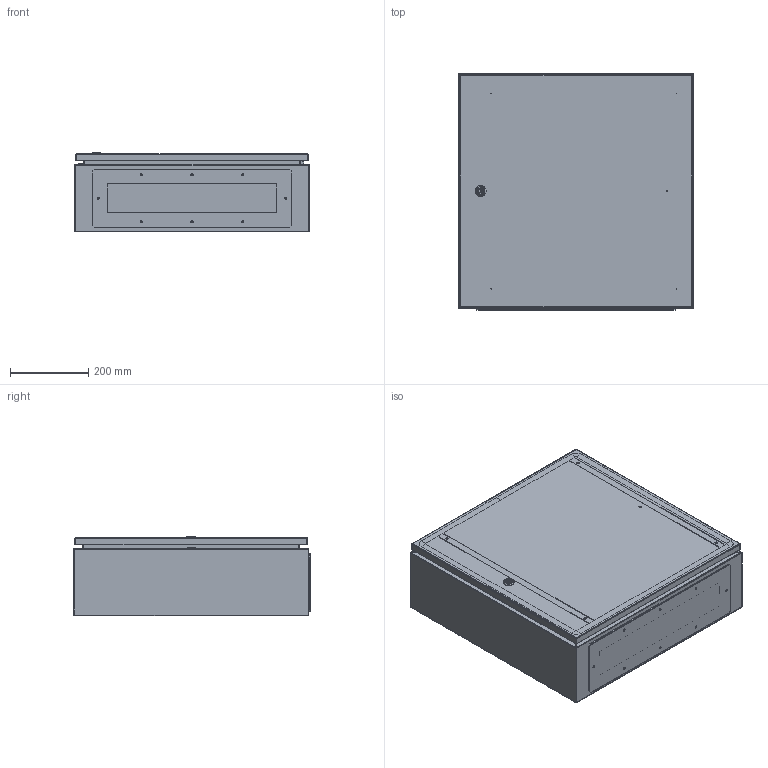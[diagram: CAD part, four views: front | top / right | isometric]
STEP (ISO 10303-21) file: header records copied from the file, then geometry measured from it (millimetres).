
FILE_DESCRIPTION (( 'STEP AP203' ), '1' );
FILE_NAME ('HC-662.STEP', '2020-06-01T14:15:33', ( 'Holec' ), ( 'Microsoft' ), 'SwSTEP 2.0', 'SolidWorks 2019', '' );
FILE_SCHEMA (( 'CONFIG_CONTROL_DESIGN' ));
Length unit declared in the file: millimetre
Products named in the file (16): PV2-812; PV5-004(Valor predeterminado); PV1-114(PC2_0302_863); 4.1.08.44; HC-662; PV1-115(PC2_0302_863); SV2-013; U-001; PV3-013(PC2_0102_542); 4.1.05.80; 4.1.04.08; SV1-013; 4.1.11.66; PV2-013(PC2_0000_641); PV3-500; PV1-013(PC2_0302_863)
Assembly tree (26 placements, depth 3):
  HC-662
    SV1-013
      PV1-013(PC2_0302_863)
      PV1-114(PC2_0302_863)
      PV1-115(PC2_0302_863)
      U-001  x4
      4.1.05.80
    SV2-013
      4.1.05.80  x5
      PV2-013(PC2_0000_641)
      PV2-812
      4.1.08.44  x2
    PV3-013(PC2_0102_542)
    4.1.04.08  x2
    4.1.11.66
    PV3-500
    PV5-004(Valor predeterminado)  x2
Bounding box: 600 x 604.5 x 203.55 mm (x, y, z)
Volume: 2616120.1 mm3; surface area: 3495355.7 mm2
Topology: 32 solids, 32 shells, 1233 faces, 3088 edges, 1923 vertices
Faces by surface type: plane 531, cylinder 518, cone 148, bspline 28, torus 8
Entity records: 35150 total; most frequent: CARTESIAN_POINT 9177, ORIENTED_EDGE 4982, DIRECTION 4982, EDGE_CURVE 2491, AXIS2_PLACEMENT_3D 1833, VERTEX_POINT 1552, VECTOR 1316, LINE 1316
